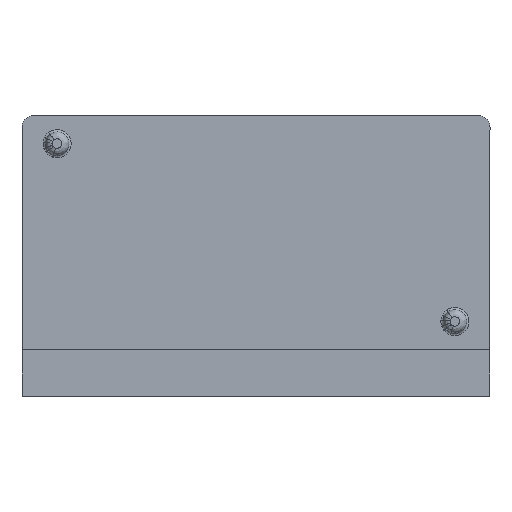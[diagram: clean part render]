
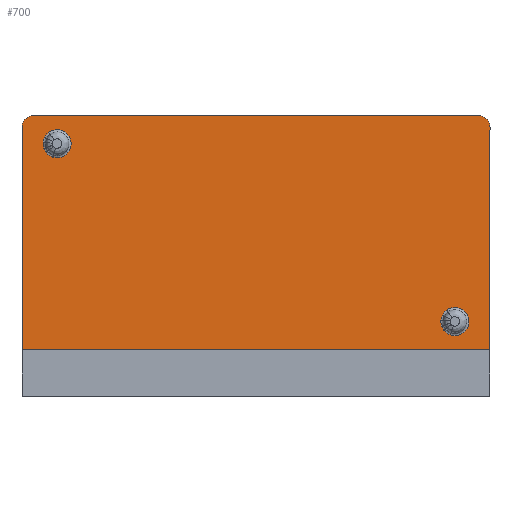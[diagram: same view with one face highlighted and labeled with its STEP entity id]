
A CAD part, top view. The second image highlights one B-rep face of the part: STEP entity #700.
In plain terms, the highlighted planar face has unit normal (0, 0, 1).
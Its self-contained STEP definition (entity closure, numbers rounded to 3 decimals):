
#15=FACE_BOUND('',#208,.T.);
#16=FACE_BOUND('',#209,.T.);
#65=CIRCLE('',#757,6.);
#67=CIRCLE('',#760,6.);
#68=CIRCLE('',#762,6.);
#69=CIRCLE('',#764,5.);
#70=CIRCLE('',#765,5.);
#71=CIRCLE('',#766,6.);
#72=CIRCLE('',#767,6.);
#73=CIRCLE('',#768,6.);
#104=B_SPLINE_CURVE_WITH_KNOTS('',3,(#1739,#1740,#1741,#1742),
 .UNSPECIFIED.,.F.,.F.,(4,4),(-0.266,0.),
 .UNSPECIFIED.);
#109=B_SPLINE_CURVE_WITH_KNOTS('',3,(#1861,#1862,#1863,#1864),
 .UNSPECIFIED.,.F.,.F.,(4,4),(-0.341,0.),
 .UNSPECIFIED.);
#113=B_SPLINE_CURVE_WITH_KNOTS('',3,(#1936,#1937,#1938,#1939),
 .UNSPECIFIED.,.F.,.F.,(4,4),(-0.291,0.),
 .UNSPECIFIED.);
#114=B_SPLINE_CURVE_WITH_KNOTS('',3,(#1963,#1964,#1965,#1966),
 .UNSPECIFIED.,.F.,.F.,(4,4),(-0.274,0.),
 .UNSPECIFIED.);
#115=B_SPLINE_CURVE_WITH_KNOTS('',3,(#1970,#1971,#1972,#1973),
 .UNSPECIFIED.,.F.,.F.,(4,4),(-0.353,0.),
 .UNSPECIFIED.);
#116=B_SPLINE_CURVE_WITH_KNOTS('',3,(#1976,#1977,#1978,#1979),
 .UNSPECIFIED.,.F.,.F.,(4,4),(-0.26,0.),
 .UNSPECIFIED.);
#160=FACE_OUTER_BOUND('',#207,.T.);
#207=EDGE_LOOP('',(#572,#573,#574,#575,#576,#577));
#208=EDGE_LOOP('',(#578,#579,#580,#581,#582,#583));
#209=EDGE_LOOP('',(#584,#585,#586,#587,#588,#589));
#231=LINE('',#929,#260);
#243=LINE('',#1951,#272);
#244=LINE('',#1955,#273);
#245=LINE('',#1958,#274);
#260=VECTOR('',#793,10.);
#272=VECTOR('',#865,10.);
#273=VECTOR('',#868,10.);
#274=VECTOR('',#871,10.);
#289=VERTEX_POINT('',#927);
#290=VERTEX_POINT('',#928);
#323=VERTEX_POINT('',#1700);
#324=VERTEX_POINT('',#1738);
#326=VERTEX_POINT('',#1759);
#328=VERTEX_POINT('',#1801);
#329=VERTEX_POINT('',#1860);
#330=VERTEX_POINT('',#1877);
#331=VERTEX_POINT('',#1950);
#332=VERTEX_POINT('',#1952);
#333=VERTEX_POINT('',#1954);
#334=VERTEX_POINT('',#1956);
#335=VERTEX_POINT('',#1959);
#336=VERTEX_POINT('',#1960);
#337=VERTEX_POINT('',#1962);
#338=VERTEX_POINT('',#1967);
#339=VERTEX_POINT('',#1969);
#340=VERTEX_POINT('',#1974);
#351=EDGE_CURVE('',#289,#290,#231,.T.);
#405=EDGE_CURVE('',#323,#324,#104,.T.);
#408=EDGE_CURVE('',#324,#326,#65,.T.);
#412=EDGE_CURVE('',#328,#323,#67,.T.);
#413=EDGE_CURVE('',#326,#329,#109,.T.);
#416=EDGE_CURVE('',#329,#330,#68,.T.);
#418=EDGE_CURVE('',#330,#328,#113,.T.);
#420=EDGE_CURVE('',#331,#289,#243,.T.);
#421=EDGE_CURVE('',#332,#331,#69,.T.);
#422=EDGE_CURVE('',#333,#332,#244,.T.);
#423=EDGE_CURVE('',#334,#333,#70,.T.);
#424=EDGE_CURVE('',#290,#334,#245,.T.);
#425=EDGE_CURVE('',#335,#336,#71,.T.);
#426=EDGE_CURVE('',#337,#335,#114,.T.);
#427=EDGE_CURVE('',#338,#337,#72,.T.);
#428=EDGE_CURVE('',#339,#338,#115,.T.);
#429=EDGE_CURVE('',#340,#339,#73,.T.);
#430=EDGE_CURVE('',#336,#340,#116,.T.);
#572=ORIENTED_EDGE('',*,*,#420,.F.);
#573=ORIENTED_EDGE('',*,*,#421,.F.);
#574=ORIENTED_EDGE('',*,*,#422,.F.);
#575=ORIENTED_EDGE('',*,*,#423,.F.);
#576=ORIENTED_EDGE('',*,*,#424,.F.);
#577=ORIENTED_EDGE('',*,*,#351,.F.);
#578=ORIENTED_EDGE('',*,*,#425,.F.);
#579=ORIENTED_EDGE('',*,*,#426,.F.);
#580=ORIENTED_EDGE('',*,*,#427,.F.);
#581=ORIENTED_EDGE('',*,*,#428,.F.);
#582=ORIENTED_EDGE('',*,*,#429,.F.);
#583=ORIENTED_EDGE('',*,*,#430,.F.);
#584=ORIENTED_EDGE('',*,*,#405,.F.);
#585=ORIENTED_EDGE('',*,*,#412,.F.);
#586=ORIENTED_EDGE('',*,*,#418,.F.);
#587=ORIENTED_EDGE('',*,*,#416,.F.);
#588=ORIENTED_EDGE('',*,*,#413,.F.);
#589=ORIENTED_EDGE('',*,*,#408,.F.);
#666=PLANE('',#763);
#700=ADVANCED_FACE('',(#160,#15,#16),#666,.T.);
#757=AXIS2_PLACEMENT_3D('',#1760,#850,#851);
#760=AXIS2_PLACEMENT_3D('',#1839,#856,#857);
#762=AXIS2_PLACEMENT_3D('',#1878,#860,#861);
#763=AXIS2_PLACEMENT_3D('',#1949,#863,#864);
#764=AXIS2_PLACEMENT_3D('',#1953,#866,#867);
#765=AXIS2_PLACEMENT_3D('',#1957,#869,#870);
#766=AXIS2_PLACEMENT_3D('',#1961,#872,#873);
#767=AXIS2_PLACEMENT_3D('',#1968,#874,#875);
#768=AXIS2_PLACEMENT_3D('',#1975,#876,#877);
#793=DIRECTION('',(-1.,0.,0.));
#850=DIRECTION('center_axis',(0.,0.,1.));
#851=DIRECTION('ref_axis',(-0.872,-0.49,0.));
#856=DIRECTION('center_axis',(0.,0.,1.));
#857=DIRECTION('ref_axis',(-0.964,0.266,0.));
#860=DIRECTION('center_axis',(0.,0.,1.));
#861=DIRECTION('ref_axis',(0.988,0.153,0.));
#863=DIRECTION('center_axis',(0.,0.,1.));
#864=DIRECTION('ref_axis',(1.,0.,0.));
#865=DIRECTION('',(0.,-1.,0.));
#866=DIRECTION('center_axis',(0.,0.,-1.));
#867=DIRECTION('ref_axis',(0.,1.,0.));
#868=DIRECTION('',(1.,0.,0.));
#869=DIRECTION('center_axis',(0.,0.,-1.));
#870=DIRECTION('ref_axis',(0.,-1.,0.));
#871=DIRECTION('',(0.,1.,0.));
#872=DIRECTION('center_axis',(0.,0.,1.));
#873=DIRECTION('ref_axis',(-0.964,0.267,0.));
#874=DIRECTION('center_axis',(0.,0.,1.));
#875=DIRECTION('ref_axis',(0.985,0.17,0.));
#876=DIRECTION('center_axis',(0.,0.,1.));
#877=DIRECTION('ref_axis',(-0.873,-0.488,0.));
#927=CARTESIAN_POINT('',(-601.751,50.,-805.003));
#928=CARTESIAN_POINT('',(-801.751,50.,-805.003));
#929=CARTESIAN_POINT('',(-751.751,50.,-805.003));
#1700=CARTESIAN_POINT('',(-622.723,62.55,-805.003));
#1738=CARTESIAN_POINT('',(-622.379,59.928,-805.003));
#1739=CARTESIAN_POINT('Ctrl Pts',(-622.723,62.55,-805.003));
#1740=CARTESIAN_POINT('Ctrl Pts',(-622.801,61.665,-805.003));
#1741=CARTESIAN_POINT('Ctrl Pts',(-622.683,60.763,-805.003));
#1742=CARTESIAN_POINT('Ctrl Pts',(-622.379,59.928,-805.003));
#1759=CARTESIAN_POINT('',(-621.449,58.271,-805.003));
#1760=CARTESIAN_POINT('Origin',(-616.748,62.,-805.003));
#1801=CARTESIAN_POINT('',(-622.161,64.588,-805.003));
#1839=CARTESIAN_POINT('Origin',(-616.748,62.,-805.003));
#1860=CARTESIAN_POINT('',(-618.703,56.327,-805.003));
#1861=CARTESIAN_POINT('Ctrl Pts',(-621.449,58.271,-805.003));
#1862=CARTESIAN_POINT('Ctrl Pts',(-620.739,57.383,-805.003));
#1863=CARTESIAN_POINT('Ctrl Pts',(-619.776,56.699,-805.003));
#1864=CARTESIAN_POINT('Ctrl Pts',(-618.703,56.327,-805.003));
#1877=CARTESIAN_POINT('',(-620.33,66.814,-805.003));
#1878=CARTESIAN_POINT('Origin',(-616.748,62.,-805.003));
#1936=CARTESIAN_POINT('Ctrl Pts',(-620.33,66.814,-805.003));
#1937=CARTESIAN_POINT('Ctrl Pts',(-621.106,66.232,-805.003));
#1938=CARTESIAN_POINT('Ctrl Pts',(-621.739,65.462,-805.003));
#1939=CARTESIAN_POINT('Ctrl Pts',(-622.161,64.588,-805.003));
#1949=CARTESIAN_POINT('Origin',(-701.751,100.,-805.003));
#1950=CARTESIAN_POINT('',(-601.751,145.,-805.003));
#1951=CARTESIAN_POINT('',(-601.751,75.,-805.003));
#1952=CARTESIAN_POINT('',(-606.751,150.,-805.003));
#1953=CARTESIAN_POINT('Origin',(-606.751,145.,-805.003));
#1954=CARTESIAN_POINT('',(-796.751,150.,-805.003));
#1955=CARTESIAN_POINT('',(-654.251,150.,-805.003));
#1956=CARTESIAN_POINT('',(-801.751,145.,-805.003));
#1957=CARTESIAN_POINT('Origin',(-796.751,145.,-805.003));
#1958=CARTESIAN_POINT('',(-801.751,122.5,-805.003));
#1959=CARTESIAN_POINT('',(-792.131,140.649,-805.003));
#1960=CARTESIAN_POINT('',(-792.727,138.502,-805.003));
#1961=CARTESIAN_POINT('Origin',(-786.748,138.,-805.003));
#1962=CARTESIAN_POINT('',(-790.407,142.755,-805.003));
#1963=CARTESIAN_POINT('Ctrl Pts',(-790.407,142.755,-805.003));
#1964=CARTESIAN_POINT('Ctrl Pts',(-791.13,142.195,-805.003));
#1965=CARTESIAN_POINT('Ctrl Pts',(-791.724,141.469,-805.003));
#1966=CARTESIAN_POINT('Ctrl Pts',(-792.131,140.649,-805.003));
#1967=CARTESIAN_POINT('',(-788.602,132.293,-805.003));
#1968=CARTESIAN_POINT('Origin',(-786.748,138.,-805.003));
#1969=CARTESIAN_POINT('',(-791.457,134.281,-805.003));
#1970=CARTESIAN_POINT('Ctrl Pts',(-791.457,134.281,-805.003));
#1971=CARTESIAN_POINT('Ctrl Pts',(-790.725,133.361,-805.003));
#1972=CARTESIAN_POINT('Ctrl Pts',(-789.72,132.658,-805.003));
#1973=CARTESIAN_POINT('Ctrl Pts',(-788.602,132.293,-805.003));
#1974=CARTESIAN_POINT('',(-792.384,135.941,-805.003));
#1975=CARTESIAN_POINT('Origin',(-786.748,138.,-805.003));
#1976=CARTESIAN_POINT('Ctrl Pts',(-792.727,138.502,-805.003));
#1977=CARTESIAN_POINT('Ctrl Pts',(-792.797,137.637,-805.003));
#1978=CARTESIAN_POINT('Ctrl Pts',(-792.679,136.757,-805.003));
#1979=CARTESIAN_POINT('Ctrl Pts',(-792.384,135.941,-805.003));
